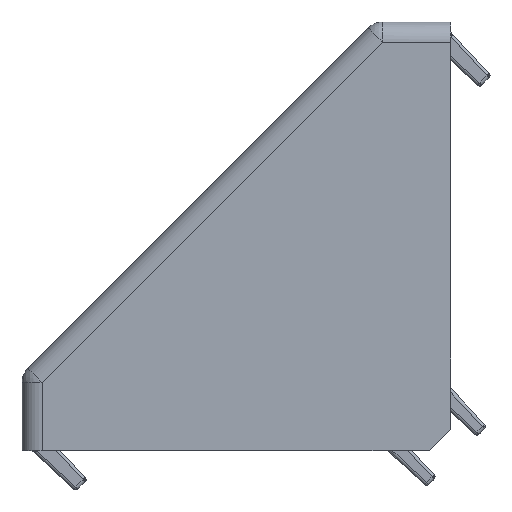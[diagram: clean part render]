
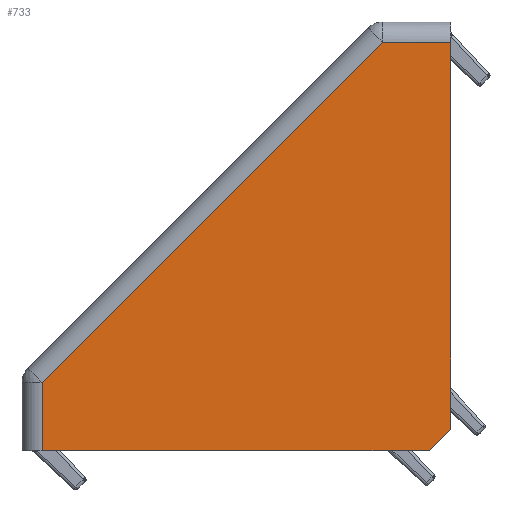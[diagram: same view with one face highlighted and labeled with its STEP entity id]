
A CAD part, left-side view. The second image highlights one B-rep face of the part: STEP entity #733.
In plain terms, the highlighted planar face has unit normal (-1, 0.009, 0).
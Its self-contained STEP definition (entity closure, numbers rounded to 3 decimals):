
#733=ADVANCED_FACE('NONE',(#1889),#1890,.T.);
#1889=FACE_OUTER_BOUND('',#4111,.T.);
#1890=PLANE('',#4112);
#4111=EDGE_LOOP('',(#10119,#10120,#10121,#10122,#10123,#10124));
#4112=AXIS2_PLACEMENT_3D('',#10125,#10126,#10127);
#10119=ORIENTED_EDGE('',*,*,#13612,.F.);
#10120=ORIENTED_EDGE('',*,*,#13727,.F.);
#10121=ORIENTED_EDGE('',*,*,#13929,.T.);
#10122=ORIENTED_EDGE('',*,*,#13930,.T.);
#10123=ORIENTED_EDGE('',*,*,#13931,.T.);
#10124=ORIENTED_EDGE('',*,*,#13890,.F.);
#10125=CARTESIAN_POINT('',(-21.5,0.0,0.0));
#10126=DIRECTION('',(-1.,0.009,0.));
#10127=DIRECTION('',(0.,0.0,1.0));
#13612=EDGE_CURVE('NONE',#15637,#15639,#15640,.T.);
#13727=EDGE_CURVE('NONE',#15835,#15637,#15837,.T.);
#13890=EDGE_CURVE('NONE',#15639,#16122,#16123,.T.);
#13929=EDGE_CURVE('NONE',#15835,#16185,#16186,.T.);
#13930=EDGE_CURVE('NONE',#16185,#16187,#16188,.T.);
#13931=EDGE_CURVE('NONE',#16187,#16122,#16189,.T.);
#15637=VERTEX_POINT('NONE',#18936);
#15639=VERTEX_POINT('NONE',#18939);
#15640=LINE('',#18940,#18941);
#15835=VERTEX_POINT('NONE',#19640);
#15837=LINE('',#19652,#19653);
#16122=VERTEX_POINT('NONE',#20541);
#16123=LINE('',#20542,#20543);
#16185=VERTEX_POINT('NONE',#20747);
#16186=LINE('',#20748,#20749);
#16187=VERTEX_POINT('NONE',#20750);
#16188=LINE('',#20751,#20752);
#16189=LINE('',#20753,#20754);
#18936=CARTESIAN_POINT('',(-21.5,0.0,2.121));
#18939=CARTESIAN_POINT('',(-21.481,2.121,0.));
#18940=CARTESIAN_POINT('',(-21.491,1.061,1.061));
#18941=VECTOR('',#24374,1000.0);
#19640=CARTESIAN_POINT('',(-21.5,0.,40.0));
#19652=CARTESIAN_POINT('',(-21.5,0.0,0.0));
#19653=VECTOR('',#24441,1000.0);
#20541=CARTESIAN_POINT('',(-21.151,40.017,0.0));
#20542=CARTESIAN_POINT('',(-21.5,0.0,0.0));
#20543=VECTOR('',#24532,1000.0);
#20747=CARTESIAN_POINT('',(-21.442,6.687,40.0));
#20748=CARTESIAN_POINT('',(-21.435,7.497,40.0));
#20749=VECTOR('',#24556,1000.0);
#20750=CARTESIAN_POINT('',(-21.151,40.017,6.669));
#20751=CARTESIAN_POINT('',(-21.146,40.595,6.092));
#20752=VECTOR('',#24557,1000.0);
#20753=CARTESIAN_POINT('',(-21.151,40.017,0.));
#20754=VECTOR('',#24558,1000.0);
#24374=DIRECTION('',(0.006,0.707,-0.707));
#24441=DIRECTION('',(-0.0,0.,-1.0));
#24532=DIRECTION('',(0.009,1.,0.0));
#24556=DIRECTION('',(0.009,1.,-0.0));
#24557=DIRECTION('',(0.006,0.707,-0.707));
#24558=DIRECTION('',(0.,-0.0,-1.0));
